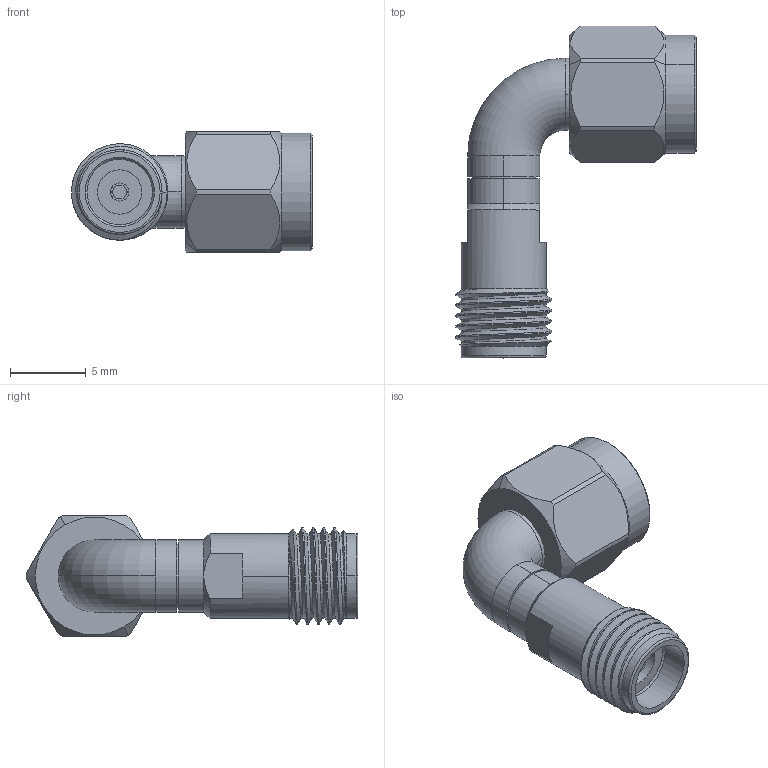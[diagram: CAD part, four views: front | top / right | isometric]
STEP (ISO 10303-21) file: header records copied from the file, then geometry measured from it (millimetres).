
FILE_DESCRIPTION (( 'STEP AP203' ), '1' );
FILE_NAME ('PE91070.step', '2018-07-16T19:30:07', ( '' ), ( '' ), 'SwSTEP 2.0', 'SolidWorks 2017', '' );
FILE_SCHEMA (( 'CONFIG_CONTROL_DESIGN' ));
Length unit declared in the file: inch
Products named in the file (1): PE91070
Bounding box: 15.88 x 21.87 x 7.94 mm (x, y, z)
Volume: 700.6 mm3; surface area: 999.6 mm2
Topology: 2 solids, 2 shells, 127 faces, 315 edges, 202 vertices
Faces by surface type: cylinder 63, plane 32, cone 22, bspline 6, torus 4
Entity records: 5908 total; most frequent: CARTESIAN_POINT 2950, ORIENTED_EDGE 630, DIRECTION 587, EDGE_CURVE 315, AXIS2_PLACEMENT_3D 240, VERTEX_POINT 202, EDGE_LOOP 139, ADVANCED_FACE 127
